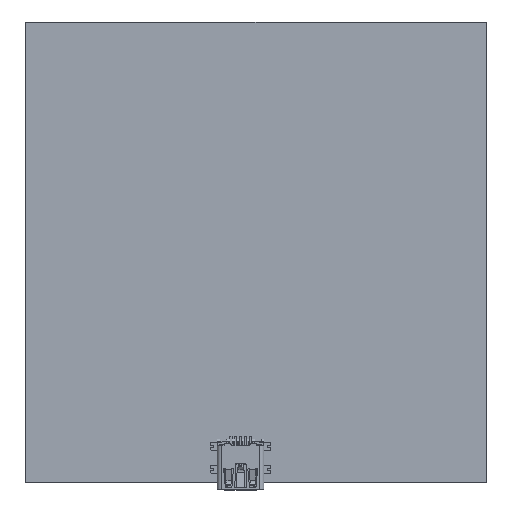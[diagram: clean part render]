
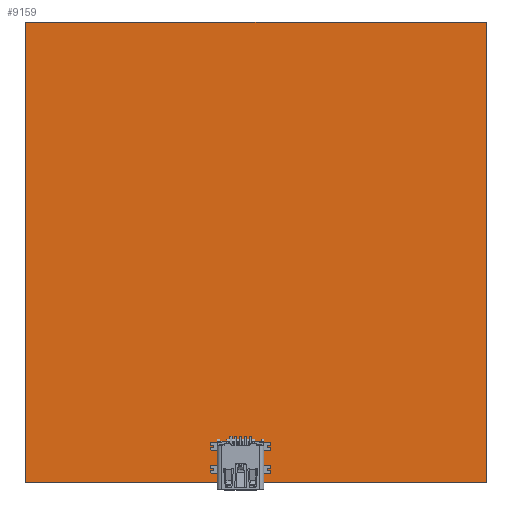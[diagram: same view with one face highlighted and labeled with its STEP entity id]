
A CAD part, top view. The second image highlights one B-rep face of the part: STEP entity #9159.
In plain terms, the highlighted planar face has unit normal (0, 0, 1).
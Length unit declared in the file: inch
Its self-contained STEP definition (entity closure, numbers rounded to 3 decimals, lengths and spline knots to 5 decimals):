
#361=FACE_OUTER_BOUND('',#843,.T.);
#843=EDGE_LOOP('',(#6007,#6008,#6009,#6010));
#1336=LINE('',#12761,#2515);
#1339=LINE('',#12767,#2518);
#1342=LINE('',#12773,#2521);
#1345=LINE('',#12777,#2524);
#2515=VECTOR('',#10298,0.3937);
#2518=VECTOR('',#10303,0.3937);
#2521=VECTOR('',#10308,0.3937);
#2524=VECTOR('',#10313,0.3937);
#3694=VERTEX_POINT('',#12758);
#3695=VERTEX_POINT('',#12760);
#3697=VERTEX_POINT('',#12766);
#3699=VERTEX_POINT('',#12772);
#4597=EDGE_CURVE('',#3695,#3694,#1336,.T.);
#4600=EDGE_CURVE('',#3697,#3695,#1339,.T.);
#4603=EDGE_CURVE('',#3699,#3697,#1342,.T.);
#4606=EDGE_CURVE('',#3694,#3699,#1345,.T.);
#6007=ORIENTED_EDGE('',*,*,#4606,.T.);
#6008=ORIENTED_EDGE('',*,*,#4603,.T.);
#6009=ORIENTED_EDGE('',*,*,#4600,.T.);
#6010=ORIENTED_EDGE('',*,*,#4597,.T.);
#8787=PLANE('',#9656);
#9159=ADVANCED_FACE('',(#361),#8787,.T.);
#9656=AXIS2_PLACEMENT_3D('',#12778,#10314,#10315);
#10298=DIRECTION('',(-1.,0.,0.));
#10303=DIRECTION('',(0.,1.,0.));
#10308=DIRECTION('',(1.,0.,0.));
#10313=DIRECTION('',(0.,-1.,0.));
#10314=DIRECTION('center_axis',(0.,0.,1.));
#10315=DIRECTION('ref_axis',(1.,0.,0.));
#12758=CARTESIAN_POINT('',(0.,3.,0.05906));
#12760=CARTESIAN_POINT('',(3.,3.,0.05906));
#12761=CARTESIAN_POINT('',(3.,3.,0.05906));
#12766=CARTESIAN_POINT('',(3.,0.,0.05906));
#12767=CARTESIAN_POINT('',(3.,0.,0.05906));
#12772=CARTESIAN_POINT('',(0.,0.,0.05906));
#12773=CARTESIAN_POINT('',(0.,0.,0.05906));
#12777=CARTESIAN_POINT('',(0.,3.,0.05906));
#12778=CARTESIAN_POINT('Origin',(1.5,1.5,0.05906));
